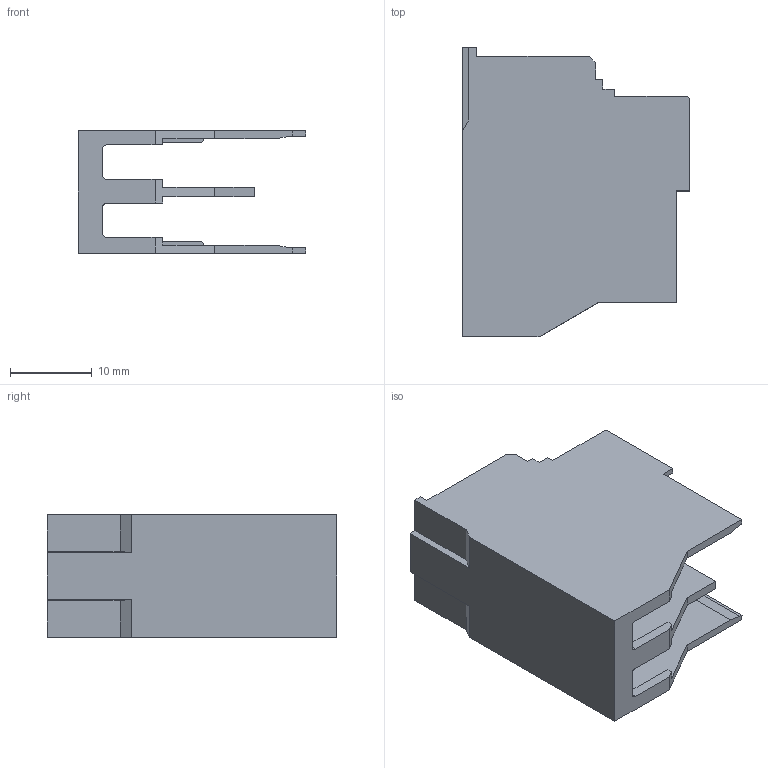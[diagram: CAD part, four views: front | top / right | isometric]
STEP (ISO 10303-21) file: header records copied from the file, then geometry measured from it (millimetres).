
FILE_DESCRIPTION(/* description */ (''),/* implementation_level */ '2;1');
FILE_NAME(/* name */ '27082_6_PTKS-ADH4-2.stp',/* time_stamp */ '2022-02-07T08:10:22+01:00',/* author */ (''),/* organization */ (''),/* preprocessor_version */ 'ST-DEVELOPER v16.7',/* originating_system */ 'SIEMENS PLM Software NX 12.0',/* authorisation */ '');
FILE_SCHEMA (('AUTOMOTIVE_DESIGN { 1 0 10303 214 3 1 1 1 }'));
Length unit declared in the file: millimetre
Products named in the file (1): 27082_6_PTKS-ADH4-2
Bounding box: 27.84 x 35.4 x 15 mm (x, y, z)
Volume: 2391.1 mm3; surface area: 5189.1 mm2
Topology: 1 solids, 1 shells, 97 faces, 277 edges, 184 vertices
Faces by surface type: plane 84, cylinder 9, bspline 4
Entity records: 3220 total; most frequent: CARTESIAN_POINT 670, ORIENTED_EDGE 554, DIRECTION 475, EDGE_CURVE 277, LINE 251, VECTOR 251, VERTEX_POINT 184, AXIS2_PLACEMENT_3D 112
